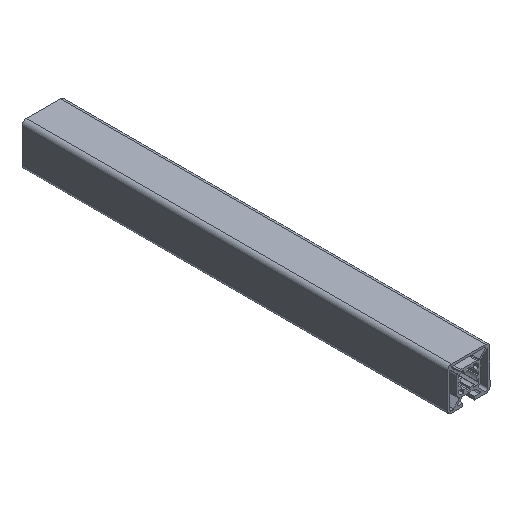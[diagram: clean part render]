
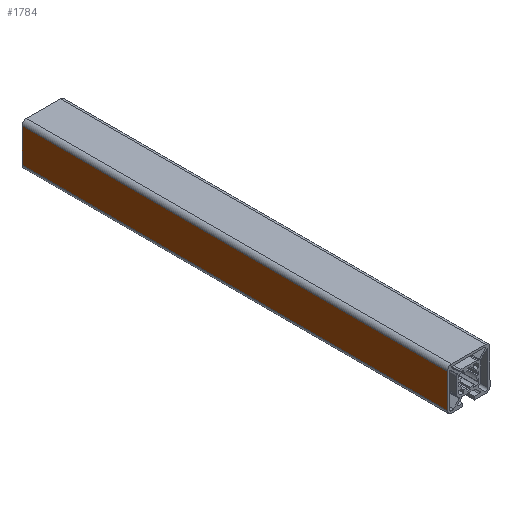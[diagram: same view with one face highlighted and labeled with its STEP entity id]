
A CAD part, isometric view. The second image highlights one B-rep face of the part: STEP entity #1784.
In plain terms, the highlighted face is planar.
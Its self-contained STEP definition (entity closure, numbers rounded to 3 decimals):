
#85 = EDGE_LOOP ( 'NONE', ( #264, #176, #159, #208 ) ) ;
#159 = ORIENTED_EDGE ( 'NONE', *, *, #1840, .T. ) ;
#176 = ORIENTED_EDGE ( 'NONE', *, *, #1836, .F. ) ;
#208 = ORIENTED_EDGE ( 'NONE', *, *, #1886, .T. ) ;
#264 = ORIENTED_EDGE ( 'NONE', *, *, #1826, .F. ) ;
#738 = VERTEX_POINT ( 'NONE', #926 ) ;
#746 = VERTEX_POINT ( 'NONE', #2349 ) ;
#763 = VERTEX_POINT ( 'NONE', #2353 ) ;
#785 = VERTEX_POINT ( 'NONE', #2121 ) ;
#926 = CARTESIAN_POINT ( 'NONE',  ( 15., -12., 0. ) ) ;
#1029 = AXIS2_PLACEMENT_3D ( 'NONE', #2723, #2704, #2732 ) ;
#1054 = VECTOR ( 'NONE', #2917, 1000. ) ;
#1077 = VECTOR ( 'NONE', #2919, 1000. ) ;
#1095 = VECTOR ( 'NONE', #2883, 1000. ) ;
#1132 = VECTOR ( 'NONE', #3090, 1000. ) ;
#1784 = ADVANCED_FACE ( 'PLANAR_2', ( #3335 ), #2703, .T. ) ;
#1826 = EDGE_CURVE ( 'NONE', #738, #785, #2882, .T. ) ;
#1836 = EDGE_CURVE ( 'NONE', #763, #738, #2938, .T. ) ;
#1840 = EDGE_CURVE ( 'NONE', #763, #746, #2936, .T. ) ;
#1886 = EDGE_CURVE ( 'NONE', #746, #785, #3086, .T. ) ;
#2121 = CARTESIAN_POINT ( 'NONE',  ( 15., 12., 0. ) ) ;
#2349 = CARTESIAN_POINT ( 'NONE',  ( 15., 12., -300. ) ) ;
#2353 = CARTESIAN_POINT ( 'NONE',  ( 15., -12., -300. ) ) ;
#2703 = PLANE ( 'NONE',  #1029 ) ;
#2704 = DIRECTION ( 'NONE',  ( 1., 0., 0. ) ) ;
#2723 = CARTESIAN_POINT ( 'NONE',  ( 15., -12., -300. ) ) ;
#2732 = DIRECTION ( 'NONE',  ( 0., 1., 0. ) ) ;
#2872 = CARTESIAN_POINT ( 'NONE',  ( 15., -12., 0. ) ) ;
#2882 = LINE ( 'NONE', #2872, #1095 ) ;
#2883 = DIRECTION ( 'NONE',  ( 0., 1., 0. ) ) ;
#2917 = DIRECTION ( 'NONE',  ( 0., 1., 0. ) ) ;
#2918 = CARTESIAN_POINT ( 'NONE',  ( 15., -12., -300. ) ) ;
#2919 = DIRECTION ( 'NONE',  ( 0., 0., 1. ) ) ;
#2936 = LINE ( 'NONE', #2940, #1054 ) ;
#2938 = LINE ( 'NONE', #2918, #1077 ) ;
#2940 = CARTESIAN_POINT ( 'NONE',  ( 15., -12., -300. ) ) ;
#3074 = CARTESIAN_POINT ( 'NONE',  ( 15., 12., -300. ) ) ;
#3086 = LINE ( 'NONE', #3074, #1132 ) ;
#3090 = DIRECTION ( 'NONE',  ( 0., 0., 1. ) ) ;
#3335 = FACE_OUTER_BOUND ( 'NONE', #85, .T. ) ;
